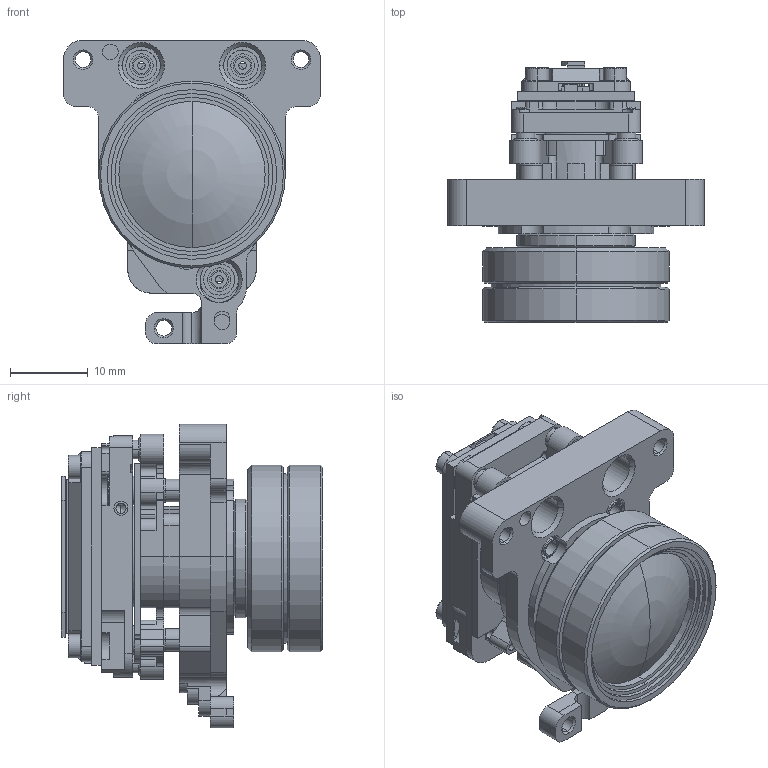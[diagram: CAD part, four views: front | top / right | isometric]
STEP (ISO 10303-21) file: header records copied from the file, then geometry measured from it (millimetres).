
FILE_DESCRIPTION(/* description */ ('VariCAD 2015-3.01 AP-214'),/* implementation_level */ '2;1');
FILE_NAME(/* name */ '0393-07-06.stp',/* time_stamp */ '2015-12-17T19:44:35-07:00',/* author */ (''),/* organization */ (''),/* preprocessor_version */ 'ST-DEVELOPER v14',/* originating_system */ 'VariCAD 2015-3.01; kernel version (20130303)',/* authorisation */ '');
FILE_SCHEMA (('AUTOMOTIVE_DESIGN'));
Products named in the file (35): 0393-07-06; 0353-19-98; 0353-19-95; 0353-97-23; 0353-19-94; 0353-19-97; 0353-30-20; 0353-00-15; 0353-30-40; 0353-19-641; 0353-19-99-18; 0353-70-48
Assembly tree (34 placements, depth 2):
  0393-07-06
    (unnamed)
    (unnamed)
    (unnamed)
    (unnamed)
    (unnamed)
    (unnamed)
    (unnamed)
    (unnamed)
    0353-19-98
    0353-19-98
    0353-19-98
    (unnamed)
    (unnamed)
    (unnamed)
    0353-19-95
    0353-19-95
    0353-97-23
    0353-19-94
    0353-19-97
    0353-19-98
    0353-19-97
    0353-19-98
    0353-19-97
    0353-19-98
    0353-30-20
    0353-97-23
    0353-97-23
    0353-97-23
    0353-00-15
    0353-30-40
    0353-19-95
    0353-19-641
    0353-19-99-18
    0353-70-48
Bounding box: 33 x 33.55 x 39 mm (x, y, z)
Volume: 12243.4 mm3; surface area: 14339.2 mm2
Topology: 34 solids, 34 shells, 3009 faces, 8736 edges, 5671 vertices
Faces by surface type: plane 2013, cylinder 744, cone 212, torus 38, sphere 2
Entity records: 115119 total; most frequent: CARTESIAN_POINT 18431, ORIENTED_EDGE 17416, DIRECTION 16579, EDGE_CURVE 8708, LINE 6779, VECTOR 6779, VERTEX_POINT 5671, AXIS2_PLACEMENT_3D 4900
